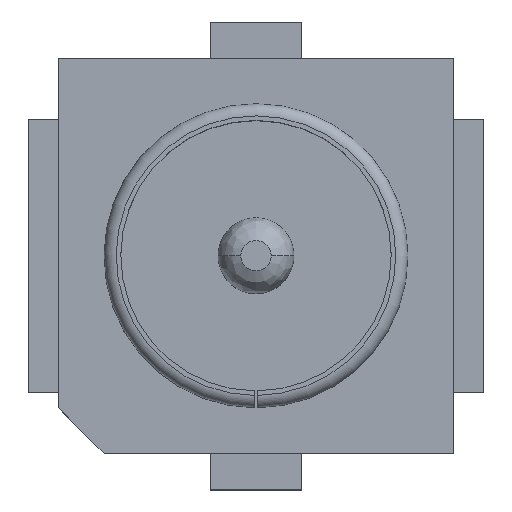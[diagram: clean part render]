
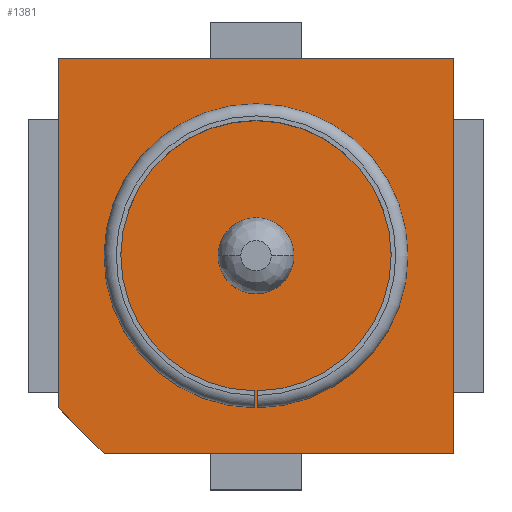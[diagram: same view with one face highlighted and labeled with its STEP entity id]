
A CAD part, top view. The second image highlights one B-rep face of the part: STEP entity #1381.
In plain terms, the highlighted planar face has unit normal (0, 0, 1).
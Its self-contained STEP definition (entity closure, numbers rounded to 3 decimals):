
#25=DIRECTION('',(0.,-1.,0.));
#26=VECTOR('',#25,2.6);
#27=CARTESIAN_POINT('',(1.3,1.3,-0.94));
#28=LINE('',#27,#26);
#129=DIRECTION('',(1.,0.,0.));
#130=VECTOR('',#129,2.6);
#131=CARTESIAN_POINT('',(-1.3,1.3,
-0.94));
#132=LINE('',#131,#130);
#182=DIRECTION('',(1.,0.,0.));
#183=VECTOR('',#182,2.3);
#184=CARTESIAN_POINT('',(-1.,-1.3,
-0.94));
#185=LINE('',#184,#183);
#186=DIRECTION('',(0.707,-0.707,0.));
#187=VECTOR('',#186,0.424);
#188=CARTESIAN_POINT('',(-1.3,-1.,
-0.94));
#189=LINE('',#188,#187);
#190=CARTESIAN_POINT('',(0.,0.,
-0.94));
#191=DIRECTION('',(0.,0.,-1.));
#192=DIRECTION('',(-0.011,-1.,0.));
#193=AXIS2_PLACEMENT_3D('',#190,#191,#192);
#195=DIRECTION('',(0.,1.,0.));
#196=VECTOR('',#195,0.11);
#197=CARTESIAN_POINT('',(0.01,-1.,
-0.94));
#198=LINE('',#197,#196);
#199=CARTESIAN_POINT('',(0.,0.,
-0.94));
#200=DIRECTION('',(0.,0.,1.));
#201=DIRECTION('',(0.01,-1.,0.));
#202=AXIS2_PLACEMENT_3D('',#199,#200,#201);
#204=CARTESIAN_POINT('',(0.,0.,
-0.94));
#205=DIRECTION('',(0.,0.,-1.));
#206=DIRECTION('',(-1.,0.,0.));
#207=AXIS2_PLACEMENT_3D('',#204,#205,#206);
#209=CARTESIAN_POINT('',(0.,0.,
-0.94));
#210=DIRECTION('',(0.,0.,-1.));
#211=DIRECTION('',(1.,0.,0.));
#212=AXIS2_PLACEMENT_3D('',#209,#210,#211);
#418=DIRECTION('',(0.,1.,0.));
#419=VECTOR('',#418,2.3);
#420=CARTESIAN_POINT('',(-1.3,-1.,
-0.94));
#421=LINE('',#420,#419);
#645=DIRECTION('',(0.,1.,0.));
#646=VECTOR('',#645,0.11);
#647=CARTESIAN_POINT('',(-0.01,-1.,
-0.94));
#648=LINE('',#647,#646);
#865=CARTESIAN_POINT('',(1.3,-1.3,
-0.94));
#866=VERTEX_POINT('',#865);
#867=CARTESIAN_POINT('',(1.3,1.3,-0.94));
#868=VERTEX_POINT('',#867);
#871=CARTESIAN_POINT('',(0.01,-1.,
-0.94));
#872=CARTESIAN_POINT('',(0.01,-0.89,
-0.94));
#873=VERTEX_POINT('',#871);
#874=VERTEX_POINT('',#872);
#875=CARTESIAN_POINT('',(-0.01,-1.,
-0.94));
#876=VERTEX_POINT('',#875);
#877=CARTESIAN_POINT('',(-0.01,-0.89,
-0.94));
#878=VERTEX_POINT('',#877);
#879=CARTESIAN_POINT('',(0.25,0.,
-0.94));
#880=CARTESIAN_POINT('',(-0.25,0.,
-0.94));
#881=VERTEX_POINT('',#879);
#882=VERTEX_POINT('',#880);
#883=CARTESIAN_POINT('',(-1.,-1.3,
-0.94));
#884=VERTEX_POINT('',#883);
#885=CARTESIAN_POINT('',(-1.3,-1.,
-0.94));
#886=VERTEX_POINT('',#885);
#887=CARTESIAN_POINT('',(-1.3,1.3,
-0.94));
#888=VERTEX_POINT('',#887);
#1350=CARTESIAN_POINT('',(-1.3,1.3,
-0.94));
#1351=DIRECTION('',(0.,0.,1.));
#1352=DIRECTION('',(1.,0.,0.));
#1353=AXIS2_PLACEMENT_3D('',#1350,#1351,#1352);
#1354=PLANE('',#1353);
#1355=ORIENTED_EDGE('',*,*,#1129,.T.);
#1357=ORIENTED_EDGE('',*,*,#1356,.F.);
#1359=ORIENTED_EDGE('',*,*,#1358,.F.);
#1361=ORIENTED_EDGE('',*,*,#1360,.T.);
#1362=ORIENTED_EDGE('',*,*,#1260,.T.);
#1363=EDGE_LOOP('',(#1355,#1357,#1359,#1361,#1362));
#1364=FACE_OUTER_BOUND('',#1363,.F.);
#1366=ORIENTED_EDGE('',*,*,#1365,.T.);
#1368=ORIENTED_EDGE('',*,*,#1367,.F.);
#1370=ORIENTED_EDGE('',*,*,#1369,.T.);
#1372=ORIENTED_EDGE('',*,*,#1371,.T.);
#1373=EDGE_LOOP('',(#1366,#1368,#1370,#1372));
#1374=FACE_BOUND('',#1373,.F.);
#1376=ORIENTED_EDGE('',*,*,#1375,.F.);
#1378=ORIENTED_EDGE('',*,*,#1377,.F.);
#1379=EDGE_LOOP('',(#1376,#1378));
#1380=FACE_BOUND('',#1379,.F.);
#1381=ADVANCED_FACE('',(#1364,#1374,#1380),#1354,.T.);
#194=CIRCLE('',#193,0.89);
#203=CIRCLE('',#202,1.);
#208=CIRCLE('',#207,0.25);
#213=CIRCLE('',#212,0.25);
#1129=EDGE_CURVE('',#868,#866,#28,.T.);
#1260=EDGE_CURVE('',#888,#868,#132,.T.);
#1356=EDGE_CURVE('',#884,#866,#185,.T.);
#1358=EDGE_CURVE('',#886,#884,#189,.T.);
#1360=EDGE_CURVE('',#886,#888,#421,.T.);
#1365=EDGE_CURVE('',#878,#874,#194,.T.);
#1367=EDGE_CURVE('',#873,#874,#198,.T.);
#1369=EDGE_CURVE('',#873,#876,#203,.T.);
#1371=EDGE_CURVE('',#876,#878,#648,.T.);
#1375=EDGE_CURVE('',#882,#881,#208,.T.);
#1377=EDGE_CURVE('',#881,#882,#213,.T.);
